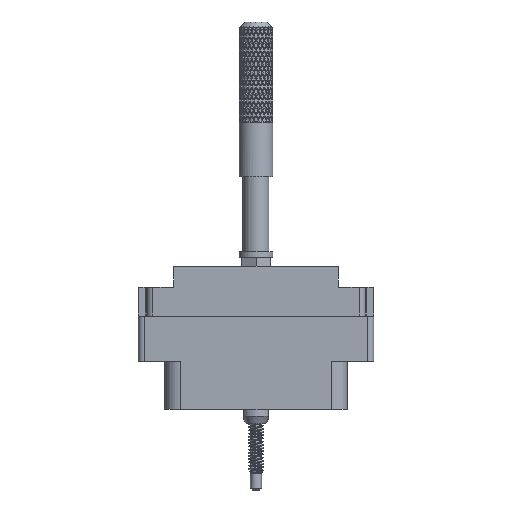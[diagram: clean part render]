
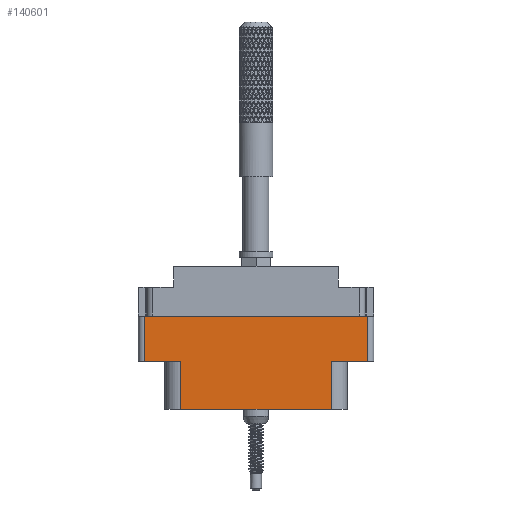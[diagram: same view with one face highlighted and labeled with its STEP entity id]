
A CAD part, front view. The second image highlights one B-rep face of the part: STEP entity #140601.
In plain terms, the highlighted planar face has unit normal (0, -1, 0).
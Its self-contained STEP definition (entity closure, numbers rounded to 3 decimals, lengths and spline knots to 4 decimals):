
#2431 = DIRECTION ( 'NONE',  ( 1., 0., 0. ) ) ;
#3827 = EDGE_LOOP ( 'NONE', ( #159367, #156236, #50859, #72521, #37851, #130577, #50409, #171774 ) ) ;
#4251 = CARTESIAN_POINT ( 'NONE',  ( -0.624, -0.343, -0.798 ) ) ;
#5059 = CARTESIAN_POINT ( 'NONE',  ( 0., -0.343, -0.529 ) ) ;
#5952 = DIRECTION ( 'NONE',  ( 0., 0., 1. ) ) ;
#9337 = VECTOR ( 'NONE', #51687, 39.3701 ) ;
#10271 = LINE ( 'NONE', #142988, #73589 ) ;
#12385 = CARTESIAN_POINT ( 'NONE',  ( 0.624, -0.343, -0.529 ) ) ;
#13145 = LINE ( 'NONE', #101362, #93901 ) ;
#15459 = EDGE_CURVE ( 'NONE', #51859, #57767, #13145, .T. ) ;
#17398 = CARTESIAN_POINT ( 'NONE',  ( -0.624, -0.343, -0.798 ) ) ;
#18423 = CARTESIAN_POINT ( 'NONE',  ( -0.42, -0.343, -0.529 ) ) ;
#26126 = EDGE_CURVE ( 'NONE', #83626, #145742, #78583, .T. ) ;
#26599 = EDGE_CURVE ( 'NONE', #37502, #81035, #61111, .T. ) ;
#30567 = CARTESIAN_POINT ( 'NONE',  ( 0., -0.343, -0.529 ) ) ;
#31348 = EDGE_CURVE ( 'NONE', #58394, #37502, #10271, .T. ) ;
#31440 = CARTESIAN_POINT ( 'NONE',  ( -0.656, -0.343, -0.277 ) ) ;
#37502 = VERTEX_POINT ( 'NONE', #145241 ) ;
#37851 = ORIENTED_EDGE ( 'NONE', *, *, #64959, .T. ) ;
#40379 = AXIS2_PLACEMENT_3D ( 'NONE', #17398, #86220, #99048 ) ;
#40398 = FACE_OUTER_BOUND ( 'NONE', #3827, .T. ) ;
#50409 = ORIENTED_EDGE ( 'NONE', *, *, #31348, .F. ) ;
#50859 = ORIENTED_EDGE ( 'NONE', *, *, #15459, .F. ) ;
#51687 = DIRECTION ( 'NONE',  ( 0., 0., 1. ) ) ;
#51859 = VERTEX_POINT ( 'NONE', #113926 ) ;
#57767 = VERTEX_POINT ( 'NONE', #99579 ) ;
#58394 = VERTEX_POINT ( 'NONE', #75639 ) ;
#61111 = LINE ( 'NONE', #31440, #109068 ) ;
#64959 = EDGE_CURVE ( 'NONE', #150946, #81035, #127158, .T. ) ;
#72521 = ORIENTED_EDGE ( 'NONE', *, *, #79160, .F. ) ;
#73589 = VECTOR ( 'NONE', #5952, 39.3701 ) ;
#73874 = DIRECTION ( 'NONE',  ( -1., 0., 0. ) ) ;
#74377 = LINE ( 'NONE', #5059, #137642 ) ;
#75639 = CARTESIAN_POINT ( 'NONE',  ( -0.624, -0.343, -0.529 ) ) ;
#77697 = CARTESIAN_POINT ( 'NONE',  ( -0.42, -0.343, -0.529 ) ) ;
#78583 = LINE ( 'NONE', #18423, #106918 ) ;
#79160 = EDGE_CURVE ( 'NONE', #150946, #51859, #74377, .T. ) ;
#81035 = VERTEX_POINT ( 'NONE', #102330 ) ;
#83626 = VERTEX_POINT ( 'NONE', #77697 ) ;
#86220 = DIRECTION ( 'NONE',  ( 0., -1., 0. ) ) ;
#93901 = VECTOR ( 'NONE', #174357, 39.3701 ) ;
#99048 = DIRECTION ( 'NONE',  ( 0., 0., -1. ) ) ;
#99076 = VECTOR ( 'NONE', #2431, 39.3701 ) ;
#99472 = DIRECTION ( 'NONE',  ( 0., 0., -1. ) ) ;
#99579 = CARTESIAN_POINT ( 'NONE',  ( 0.42, -0.343, -0.798 ) ) ;
#100845 = PLANE ( 'NONE',  #40379 ) ;
#101362 = CARTESIAN_POINT ( 'NONE',  ( 0.42, -0.343, -0.529 ) ) ;
#102330 = CARTESIAN_POINT ( 'NONE',  ( 0.624, -0.343, -0.277 ) ) ;
#106918 = VECTOR ( 'NONE', #99472, 39.3701 ) ;
#109068 = VECTOR ( 'NONE', #156331, 39.3701 ) ;
#113926 = CARTESIAN_POINT ( 'NONE',  ( 0.42, -0.343, -0.529 ) ) ;
#114213 = EDGE_CURVE ( 'NONE', #145742, #57767, #120916, .T. ) ;
#120916 = LINE ( 'NONE', #4251, #99076 ) ;
#127158 = LINE ( 'NONE', #178401, #9337 ) ;
#129075 = EDGE_CURVE ( 'NONE', #58394, #83626, #131473, .T. ) ;
#130577 = ORIENTED_EDGE ( 'NONE', *, *, #26599, .F. ) ;
#131473 = LINE ( 'NONE', #30567, #146688 ) ;
#137642 = VECTOR ( 'NONE', #73874, 39.3701 ) ;
#140601 = ADVANCED_FACE ( 'NONE', ( #40398 ), #100845, .T. ) ;
#142988 = CARTESIAN_POINT ( 'NONE',  ( -0.624, -0.343, -0.798 ) ) ;
#145241 = CARTESIAN_POINT ( 'NONE',  ( -0.624, -0.343, -0.277 ) ) ;
#145742 = VERTEX_POINT ( 'NONE', #161016 ) ;
#146688 = VECTOR ( 'NONE', #170670, 39.3701 ) ;
#150946 = VERTEX_POINT ( 'NONE', #12385 ) ;
#156236 = ORIENTED_EDGE ( 'NONE', *, *, #114213, .T. ) ;
#156331 = DIRECTION ( 'NONE',  ( 1., 0., 0. ) ) ;
#159367 = ORIENTED_EDGE ( 'NONE', *, *, #26126, .T. ) ;
#161016 = CARTESIAN_POINT ( 'NONE',  ( -0.42, -0.343, -0.798 ) ) ;
#170670 = DIRECTION ( 'NONE',  ( 1., 0., 0. ) ) ;
#171774 = ORIENTED_EDGE ( 'NONE', *, *, #129075, .T. ) ;
#174357 = DIRECTION ( 'NONE',  ( 0., 0., -1. ) ) ;
#178401 = CARTESIAN_POINT ( 'NONE',  ( 0.624, -0.343, -0.798 ) ) ;
